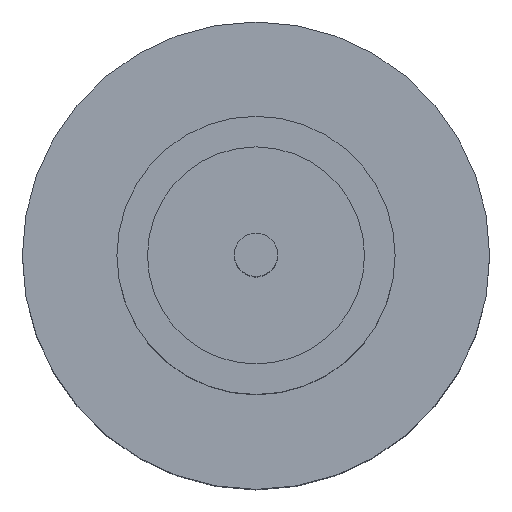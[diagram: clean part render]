
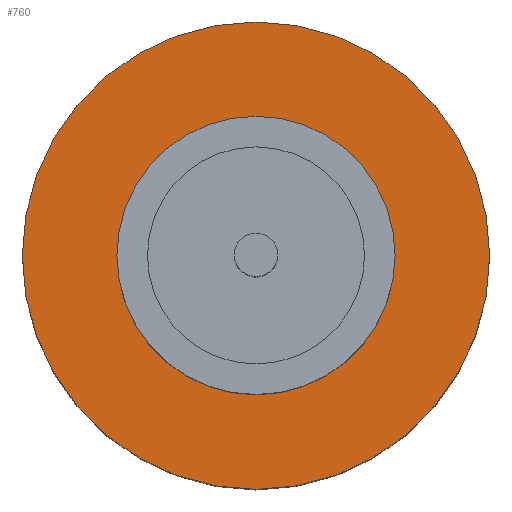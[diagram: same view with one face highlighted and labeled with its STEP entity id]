
A CAD part, top view. The second image highlights one B-rep face of the part: STEP entity #760.
In plain terms, the highlighted planar face has unit normal (0, 0, 1).
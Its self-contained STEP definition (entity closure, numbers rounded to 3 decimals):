
#43 = ORIENTED_EDGE ( 'NONE', *, *, #766, .F. ) ;
#45 = DIRECTION ( 'NONE',  ( 0., 0., 1. ) ) ;
#54 = CARTESIAN_POINT ( 'NONE',  ( 2.1, 0., 1.55 ) ) ;
#81 = PLANE ( 'NONE',  #400 ) ;
#115 = CARTESIAN_POINT ( 'NONE',  ( 0., 0., 1.55 ) ) ;
#122 = CIRCLE ( 'NONE', #168, 1.25 ) ;
#128 = ORIENTED_EDGE ( 'NONE', *, *, #554, .F. ) ;
#147 = DIRECTION ( 'NONE',  ( 0., 0., 1. ) ) ;
#151 = CARTESIAN_POINT ( 'NONE',  ( 0., 0., 1.55 ) ) ;
#168 = AXIS2_PLACEMENT_3D ( 'NONE', #115, #260, #519 ) ;
#173 = DIRECTION ( 'NONE',  ( 1., 0., 0. ) ) ;
#226 = CIRCLE ( 'NONE', #761, 2.1 ) ;
#259 = CIRCLE ( 'NONE', #439, 2.1 ) ;
#260 = DIRECTION ( 'NONE',  ( 0., 0., 1. ) ) ;
#286 = CARTESIAN_POINT ( 'NONE',  ( 1.25, 0., 1.55 ) ) ;
#287 = VERTEX_POINT ( 'NONE', #428 ) ;
#305 = AXIS2_PLACEMENT_3D ( 'NONE', #151, #147, #493 ) ;
#330 = DIRECTION ( 'NONE',  ( 1., 0., 0. ) ) ;
#333 = ORIENTED_EDGE ( 'NONE', *, *, #775, .T. ) ;
#374 = EDGE_LOOP ( 'NONE', ( #128, #43 ) ) ;
#379 = VERTEX_POINT ( 'NONE', #762 ) ;
#381 = EDGE_CURVE ( 'NONE', #586, #287, #226, .T. ) ;
#400 = AXIS2_PLACEMENT_3D ( 'NONE', #420, #815, #745 ) ;
#420 = CARTESIAN_POINT ( 'NONE',  ( 0., 0., 1.55 ) ) ;
#428 = CARTESIAN_POINT ( 'NONE',  ( -2.1, 0., 1.55 ) ) ;
#439 = AXIS2_PLACEMENT_3D ( 'NONE', #744, #741, #330 ) ;
#447 = CARTESIAN_POINT ( 'NONE',  ( 0., 0., 1.55 ) ) ;
#493 = DIRECTION ( 'NONE',  ( 1., 0., 0. ) ) ;
#519 = DIRECTION ( 'NONE',  ( 1., 0., 0. ) ) ;
#554 = EDGE_CURVE ( 'NONE', #770, #379, #122, .T. ) ;
#572 = FACE_BOUND ( 'NONE', #374, .T. ) ;
#578 = EDGE_LOOP ( 'NONE', ( #333, #813 ) ) ;
#586 = VERTEX_POINT ( 'NONE', #54 ) ;
#646 = CIRCLE ( 'NONE', #305, 1.25 ) ;
#651 = FACE_OUTER_BOUND ( 'NONE', #578, .T. ) ;
#741 = DIRECTION ( 'NONE',  ( 0., 0., 1. ) ) ;
#744 = CARTESIAN_POINT ( 'NONE',  ( 0., 0., 1.55 ) ) ;
#745 = DIRECTION ( 'NONE',  ( 1., 0., 0. ) ) ;
#760 = ADVANCED_FACE ( 'NONE', ( #572, #651 ), #81, .T. ) ;
#761 = AXIS2_PLACEMENT_3D ( 'NONE', #447, #45, #173 ) ;
#762 = CARTESIAN_POINT ( 'NONE',  ( -1.25, 0., 1.55 ) ) ;
#766 = EDGE_CURVE ( 'NONE', #379, #770, #646, .T. ) ;
#770 = VERTEX_POINT ( 'NONE', #286 ) ;
#775 = EDGE_CURVE ( 'NONE', #287, #586, #259, .T. ) ;
#813 = ORIENTED_EDGE ( 'NONE', *, *, #381, .T. ) ;
#815 = DIRECTION ( 'NONE',  ( 0., 0., 1. ) ) ;
